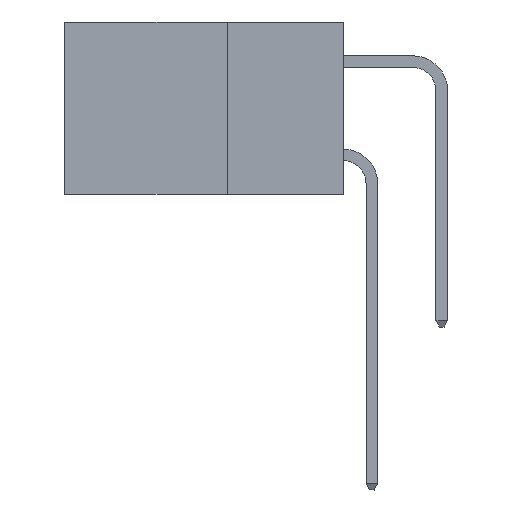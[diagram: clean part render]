
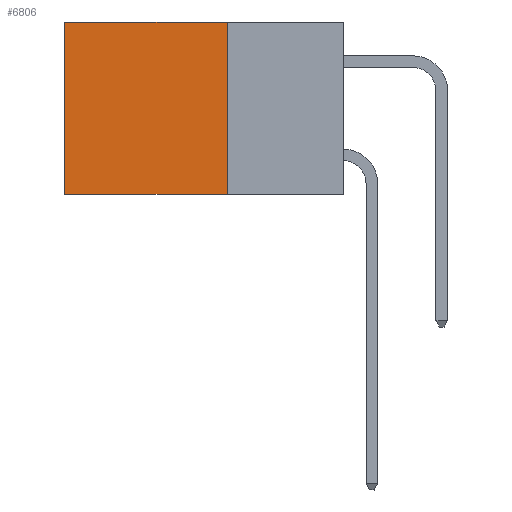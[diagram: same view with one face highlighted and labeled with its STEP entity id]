
A CAD part, left-side view. The second image highlights one B-rep face of the part: STEP entity #6806.
In plain terms, the highlighted planar face has unit normal (-1, 0, 0).
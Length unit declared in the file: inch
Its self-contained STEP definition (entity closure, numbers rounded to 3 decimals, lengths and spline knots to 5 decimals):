
#377 = CARTESIAN_POINT ( 'NONE',  ( 0.2615, 0.6, -0.37 ) ) ;
#1188 = ORIENTED_EDGE ( 'NONE', *, *, #8266, .T. ) ;
#1836 = DIRECTION ( 'NONE',  ( 0., 1., 0. ) ) ;
#2060 = CARTESIAN_POINT ( 'NONE',  ( 0.2615, 0.25, 0. ) ) ;
#2351 = LINE ( 'NONE', #4513, #9213 ) ;
#2811 = VERTEX_POINT ( 'NONE', #9610 ) ;
#3177 = VERTEX_POINT ( 'NONE', #10512 ) ;
#3198 = CARTESIAN_POINT ( 'NONE',  ( 0.2615, 0.25, 0. ) ) ;
#3287 = EDGE_CURVE ( 'NONE', #8431, #2811, #10674, .T. ) ;
#3452 = DIRECTION ( 'NONE',  ( 1., 0., 0. ) ) ;
#3688 = CARTESIAN_POINT ( 'NONE',  ( 0.2615, 0.6, 0. ) ) ;
#3781 = VECTOR ( 'NONE', #1836, 39.37008 ) ;
#4125 = VERTEX_POINT ( 'NONE', #3688 ) ;
#4249 = DIRECTION ( 'NONE',  ( 0., 1., 0. ) ) ;
#4320 = PLANE ( 'NONE',  #7582 ) ;
#4470 = VECTOR ( 'NONE', #9246, 39.37008 ) ;
#4513 = CARTESIAN_POINT ( 'NONE',  ( 0.2615, 0.25, -0.37 ) ) ;
#5172 = FACE_OUTER_BOUND ( 'NONE', #5885, .T. ) ;
#5738 = LINE ( 'NONE', #377, #4470 ) ;
#5885 = EDGE_LOOP ( 'NONE', ( #1188, #10142, #10648, #11047 ) ) ;
#6100 = DIRECTION ( 'NONE',  ( 0., 0., -1. ) ) ;
#6667 = EDGE_CURVE ( 'NONE', #2811, #3177, #2351, .T. ) ;
#6806 = ADVANCED_FACE ( 'NONE', ( #5172 ), #4320, .F. ) ;
#7008 = VECTOR ( 'NONE', #8838, 39.37008 ) ;
#7582 = AXIS2_PLACEMENT_3D ( 'NONE', #11321, #3452, #6100 ) ;
#7986 = CARTESIAN_POINT ( 'NONE',  ( 0.2615, 0.25, -0.37 ) ) ;
#8266 = EDGE_CURVE ( 'NONE', #4125, #3177, #5738, .T. ) ;
#8431 = VERTEX_POINT ( 'NONE', #3198 ) ;
#8838 = DIRECTION ( 'NONE',  ( 0., 0., -1. ) ) ;
#9213 = VECTOR ( 'NONE', #4249, 39.37008 ) ;
#9246 = DIRECTION ( 'NONE',  ( 0., 0., -1. ) ) ;
#9610 = CARTESIAN_POINT ( 'NONE',  ( 0.2615, 0.25, -0.37 ) ) ;
#9707 = LINE ( 'NONE', #2060, #3781 ) ;
#10142 = ORIENTED_EDGE ( 'NONE', *, *, #6667, .F. ) ;
#10512 = CARTESIAN_POINT ( 'NONE',  ( 0.2615, 0.6, -0.37 ) ) ;
#10648 = ORIENTED_EDGE ( 'NONE', *, *, #3287, .F. ) ;
#10674 = LINE ( 'NONE', #7986, #7008 ) ;
#11047 = ORIENTED_EDGE ( 'NONE', *, *, #11215, .T. ) ;
#11215 = EDGE_CURVE ( 'NONE', #8431, #4125, #9707, .T. ) ;
#11321 = CARTESIAN_POINT ( 'NONE',  ( 0.2615, 0.25, -0.37 ) ) ;
